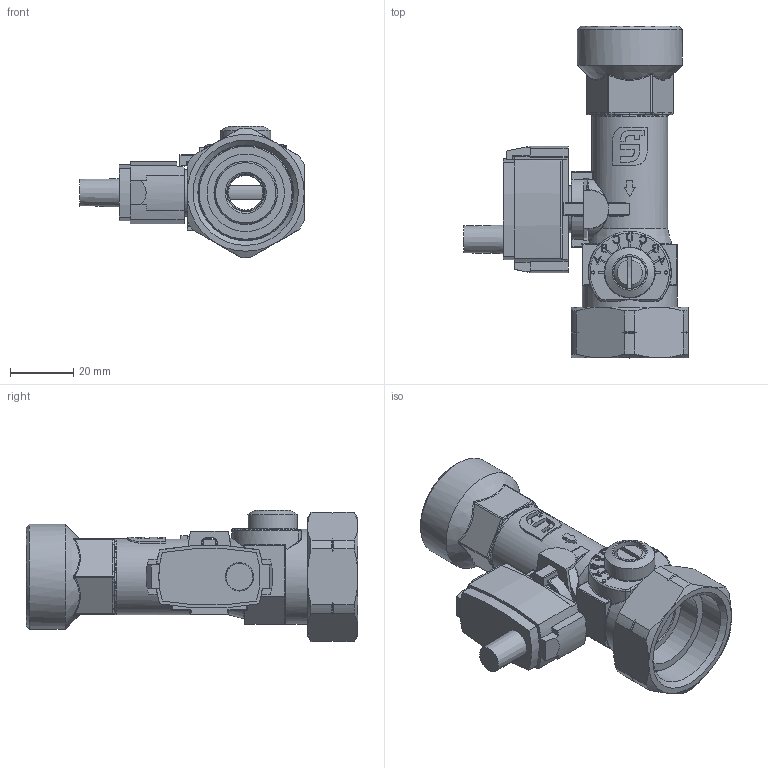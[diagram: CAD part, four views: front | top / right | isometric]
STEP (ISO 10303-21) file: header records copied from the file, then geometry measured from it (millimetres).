
FILE_DESCRIPTION( ( 'Unknown' ), '1' );
FILE_NAME( '2-5990.stp', 'Unknown', ( 'Unknown' ), ( 'Unknown' ), 'PSStep 14.0', 'Unknown', ' ' );
FILE_SCHEMA( ( 'AUTOMOTIVE_DESIGN { 1 0 10303 214 1 1 1 1 }' ) );
Length unit declared in the file: millimetre
Products named in the file (13): Assem1; 96659460--A zu Setter Tronic 2-5990; Sensorkopf zu Setter Tronic 2-5990; 4-5562; 4-5617; 4-4498m; 4-4497b; O-Ring 15.1x1.6 zu 2-5660; 3-3188g; O-Ring 4.1x1.6 zu 2-5660; 3-3181d Art.Nr.205174; 1-5970b; Sicherungsclip zu 2-5990
Assembly tree (14 placements, depth 2):
  Assem1
    96659460--A zu Setter Tronic 2-5990
    Sensorkopf zu Setter Tronic 2-5990
    4-5562
    4-5617
    4-4498m  x2
    4-4497b
    O-Ring 15.1x1.6 zu 2-5660  x2
    3-3188g
    O-Ring 4.1x1.6 zu 2-5660
    3-3181d Art.Nr.205174
    1-5970b
    Sicherungsclip zu 2-5990
Bounding box: 71 x 105 x 41.49 mm (x, y, z)
Volume: 68863.2 mm3; surface area: 38114.3 mm2
Topology: 14 solids, 14 shells, 1142 faces, 2862 edges, 1781 vertices
Faces by surface type: plane 440, cylinder 282, bspline 159, torus 84, extrusion 79, cone 65, sphere 32, revolution 1
Full cylindrical faces by diameter (mm): 1 x2, 4.7 x2, 6 x2, 6.801 x1, 6.9 x2, 6.95 x1, 10 x2, 10.2 x1, 10.4 x1, 10.9 x1, 11 x2, 11.9 x2, 12 x1, 12.15 x1, 13.6 x1, 13.8 x1, 14 x1, 14.8 x1, 15.1 x2, 15.4 x1, 15.6 x1, 15.8 x3, 16 x1, 16.2 x1, 18.4 x2, 18.5 x3, 20 x1, 20.1 x1, 24 x1, 24.5 x1
Entity records: 57524 total; most frequent: CARTESIAN_POINT 23592, ORIENTED_EDGE 5334, DIRECTION 4510, EDGE_CURVE 2667, VERTEX_POINT 1729, AXIS2_PLACEMENT_3D 1633, EDGE_LOOP 1318, VECTOR 1243
